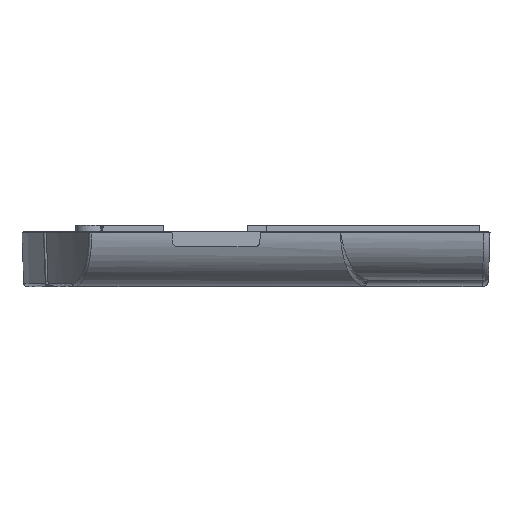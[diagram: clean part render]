
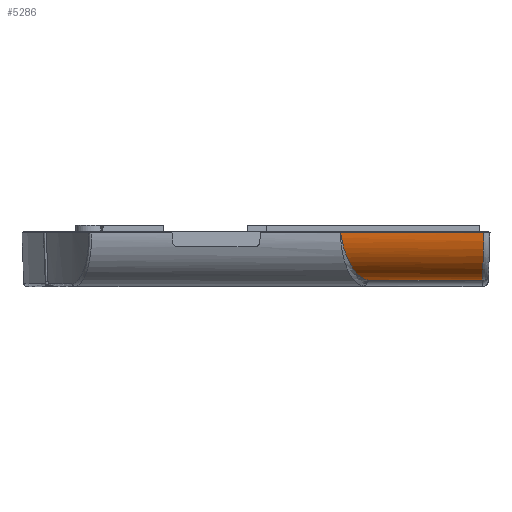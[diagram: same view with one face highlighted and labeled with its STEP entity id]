
A CAD part, left-side view. The second image highlights one B-rep face of the part: STEP entity #5286.
In plain terms, the highlighted cylindrical face has radius 8 mm (diameter 16 mm), a partial arc.
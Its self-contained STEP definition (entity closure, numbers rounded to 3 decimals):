
#387=FACE_OUTER_BOUND('',#675,.T.);
#675=EDGE_LOOP('',(#3597,#3598,#3599,#3600));
#975=B_SPLINE_CURVE_WITH_KNOTS('',3,(#7739,#7740,#7741,#7742,#7743,#7744,
#7745,#7746),.UNSPECIFIED.,.F.,.F.,(4,1,1,1,1,4),(0.,0.167,
0.379,0.59,0.802,1.),
 .UNSPECIFIED.);
#979=B_SPLINE_CURVE_WITH_KNOTS('',3,(#7821,#7822,#7823,#7824,#7825,#7826),
 .UNSPECIFIED.,.F.,.F.,(4,1,1,4),(0.,0.419,
0.711,1.),.UNSPECIFIED.);
#1218=LINE('',#7847,#1711);
#1219=LINE('',#7848,#1712);
#1711=VECTOR('',#6034,1.);
#1712=VECTOR('',#6035,1.);
#2215=VERTEX_POINT('',#7737);
#2216=VERTEX_POINT('',#7738);
#2217=VERTEX_POINT('',#7807);
#2218=VERTEX_POINT('',#7820);
#2764=EDGE_CURVE('',#2215,#2216,#975,.T.);
#2768=EDGE_CURVE('',#2217,#2218,#979,.T.);
#2770=EDGE_CURVE('',#2217,#2216,#1218,.T.);
#2771=EDGE_CURVE('',#2218,#2215,#1219,.T.);
#3597=ORIENTED_EDGE('',*,*,#2768,.F.);
#3598=ORIENTED_EDGE('',*,*,#2770,.T.);
#3599=ORIENTED_EDGE('',*,*,#2764,.F.);
#3600=ORIENTED_EDGE('',*,*,#2771,.F.);
#5219=CYLINDRICAL_SURFACE('',#5591,8.);
#5286=ADVANCED_FACE('',(#387),#5219,.T.);
#5591=AXIS2_PLACEMENT_3D('',#7846,#6032,#6033);
#6032=DIRECTION('center_axis',(0.,1.,0.));
#6033=DIRECTION('ref_axis',(0.,0.,-1.));
#6034=DIRECTION('',(0.,1.,0.));
#6035=DIRECTION('',(0.,1.,0.));
#7737=CARTESIAN_POINT('',(-50.001,7.23,-8.));
#7738=CARTESIAN_POINT('',(-57.997,12.165,-0.2));
#7739=CARTESIAN_POINT('Ctrl Pts',(-50.001,7.23,-8.));
#7740=CARTESIAN_POINT('Ctrl Pts',(-50.665,7.583,-7.999));
#7741=CARTESIAN_POINT('Ctrl Pts',(-52.177,8.394,-7.811));
#7742=CARTESIAN_POINT('Ctrl Pts',(-54.37,9.602,-6.863));
#7743=CARTESIAN_POINT('Ctrl Pts',(-56.34,10.756,-5.116));
#7744=CARTESIAN_POINT('Ctrl Pts',(-57.647,11.648,-2.803));
#7745=CARTESIAN_POINT('Ctrl Pts',(-57.976,12.032,-1.056));
#7746=CARTESIAN_POINT('Ctrl Pts',(-57.997,12.165,-0.2));
#7807=CARTESIAN_POINT('',(-57.997,-11.301,-0.2));
#7820=CARTESIAN_POINT('',(-50.,-11.062,-8.));
#7821=CARTESIAN_POINT('Ctrl Pts',(-57.997,-11.301,-0.2));
#7822=CARTESIAN_POINT('Ctrl Pts',(-57.952,-11.248,-1.925));
#7823=CARTESIAN_POINT('Ctrl Pts',(-56.898,-11.159,-4.821));
#7824=CARTESIAN_POINT('Ctrl Pts',(-53.584,-11.079,-7.454));
#7825=CARTESIAN_POINT('Ctrl Pts',(-51.192,-11.062,-8.));
#7826=CARTESIAN_POINT('Ctrl Pts',(-50.,-11.062,-8.));
#7846=CARTESIAN_POINT('Origin',(-50.,-12.,0.));
#7847=CARTESIAN_POINT('',(-57.998,-12.,-0.2));
#7848=CARTESIAN_POINT('',(-50.,-12.,-8.));
